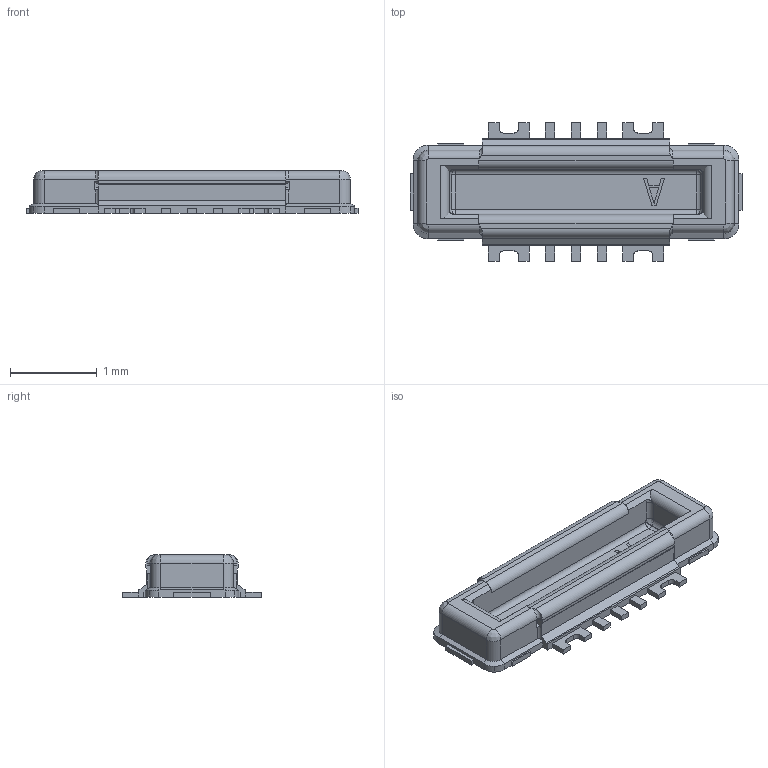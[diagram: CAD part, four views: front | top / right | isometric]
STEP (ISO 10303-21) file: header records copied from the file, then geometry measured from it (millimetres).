
FILE_DESCRIPTION((''),'2;1');
FILE_NAME('PRT0001','2025-02-14T20:00:19',('eng801'),(''),'CREO PARAMETRIC BY PTC INC, 2019010','CREO PARAMETRIC BY PTC INC, 2019010','');
FILE_SCHEMA(('AUTOMOTIVE_DESIGN { 1 0 10303 214 1 1 1 1 }'));
Length unit declared in the file: millimetre
Products named in the file (1): PRT0001
Bounding box: 3.83 x 1.6 x 0.49 mm (x, y, z)
Volume: 1.2 mm3; surface area: 16.2 mm2
Topology: 1 solids, 1 shells, 248 faces, 766 edges, 519 vertices
Faces by surface type: plane 168, cylinder 56, torus 8, bspline 8, cone 4, sphere 4
Entity records: 8933 total; most frequent: CARTESIAN_POINT 1797, ORIENTED_EDGE 1348, DIRECTION 1327, EDGE_CURVE 674, VECTOR 613, LINE 613, VERTEX_POINT 431, AXIS2_PLACEMENT_3D 357
